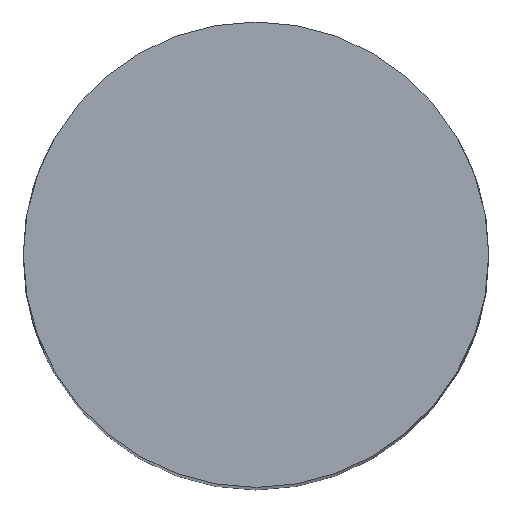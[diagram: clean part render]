
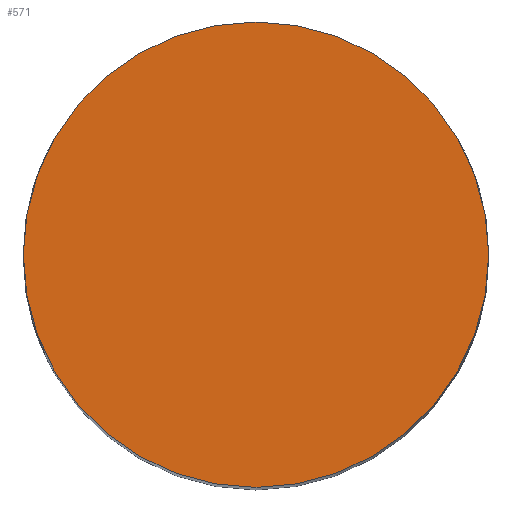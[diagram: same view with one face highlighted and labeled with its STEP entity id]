
A CAD part, top view. The second image highlights one B-rep face of the part: STEP entity #571.
In plain terms, the highlighted planar face has unit normal (0, 0, 1).
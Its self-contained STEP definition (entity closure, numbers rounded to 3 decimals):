
#62 = EDGE_CURVE ( 'NONE', #322, #95, #468, .T. ) ;
#87 = DIRECTION ( 'NONE',  ( 0., 0., 1. ) ) ;
#95 = VERTEX_POINT ( 'NONE', #551 ) ;
#234 = CARTESIAN_POINT ( 'NONE',  ( 0., 0., 0. ) ) ;
#286 = AXIS2_PLACEMENT_3D ( 'NONE', #234, #519, #572 ) ;
#306 = ORIENTED_EDGE ( 'NONE', *, *, #62, .T. ) ;
#307 = AXIS2_PLACEMENT_3D ( 'NONE', #689, #514, #449 ) ;
#318 = CARTESIAN_POINT ( 'NONE',  ( 0., 0., 0. ) ) ;
#322 = VERTEX_POINT ( 'NONE', #431 ) ;
#368 = DIRECTION ( 'NONE',  ( 1., 0., 0. ) ) ;
#375 = FACE_OUTER_BOUND ( 'NONE', #394, .T. ) ;
#391 = EDGE_CURVE ( 'NONE', #95, #322, #459, .T. ) ;
#394 = EDGE_LOOP ( 'NONE', ( #306, #567 ) ) ;
#408 = PLANE ( 'NONE',  #286 ) ;
#431 = CARTESIAN_POINT ( 'NONE',  ( 12.7, 0., 0. ) ) ;
#449 = DIRECTION ( 'NONE',  ( 1., 0., 0. ) ) ;
#459 = CIRCLE ( 'NONE', #307, 12.7 ) ;
#468 = CIRCLE ( 'NONE', #675, 12.7 ) ;
#514 = DIRECTION ( 'NONE',  ( 0., 0., 1. ) ) ;
#519 = DIRECTION ( 'NONE',  ( 0., 0., -1. ) ) ;
#551 = CARTESIAN_POINT ( 'NONE',  ( -12.7, 0., 0. ) ) ;
#567 = ORIENTED_EDGE ( 'NONE', *, *, #391, .T. ) ;
#571 = ADVANCED_FACE ( 'NONE', ( #375 ), #408, .F. ) ;
#572 = DIRECTION ( 'NONE',  ( -1., 0., 0. ) ) ;
#675 = AXIS2_PLACEMENT_3D ( 'NONE', #318, #87, #368 ) ;
#689 = CARTESIAN_POINT ( 'NONE',  ( 0., 0., 0. ) ) ;
